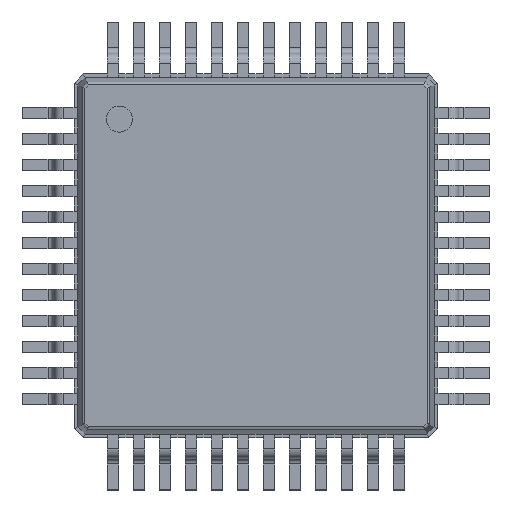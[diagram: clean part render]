
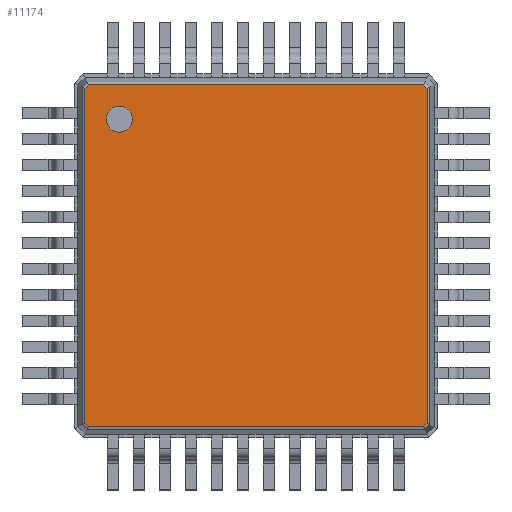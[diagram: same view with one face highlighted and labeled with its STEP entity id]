
A CAD part, top view. The second image highlights one B-rep face of the part: STEP entity #11174.
In plain terms, the highlighted planar face has unit normal (0, 0, 1).
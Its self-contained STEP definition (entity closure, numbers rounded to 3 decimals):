
#5125 = VERTEX_POINT('',#5126);
#5126 = CARTESIAN_POINT('',(-3.289,-3.224,1.1));
#5701 = EDGE_CURVE('',#5125,#5702,#5704,.T.);
#5702 = VERTEX_POINT('',#5703);
#5703 = CARTESIAN_POINT('',(-3.289,3.224,1.1));
#5704 = B_SPLINE_CURVE_WITH_KNOTS('',2,(#5705,#5706,#5707,#5708,#5709),
.UNSPECIFIED.,.F.,.F.,(3,1,1,3),(-0.358,-0.04,
6.52,6.837),.UNSPECIFIED.);
#5705 = CARTESIAN_POINT('',(-3.289,-3.597,1.1));
#5706 = CARTESIAN_POINT('',(-3.289,-3.439,1.1));
#5707 = CARTESIAN_POINT('',(-3.289,0.,1.1));
#5708 = CARTESIAN_POINT('',(-3.289,3.439,1.1));
#5709 = CARTESIAN_POINT('',(-3.289,3.597,1.1));
#10151 = EDGE_CURVE('',#5702,#10152,#10154,.T.);
#10152 = VERTEX_POINT('',#10153);
#10153 = CARTESIAN_POINT('',(-3.224,3.289,1.1));
#10154 = B_SPLINE_CURVE_WITH_KNOTS('',2,(#10155,#10156,#10157,#10158,
#10159),.UNSPECIFIED.,.F.,.F.,(3,1,1,3),(-0.163,
-0.04,0.167,0.29),.UNSPECIFIED.);
#10155 = CARTESIAN_POINT('',(-3.416,3.096,1.1));
#10156 = CARTESIAN_POINT('',(-3.373,3.14,1.1));
#10157 = CARTESIAN_POINT('',(-3.256,3.256,1.1));
#10158 = CARTESIAN_POINT('',(-3.14,3.373,1.1));
#10159 = CARTESIAN_POINT('',(-3.096,3.416,1.1));
#10852 = VERTEX_POINT('',#10853);
#10853 = CARTESIAN_POINT('',(-3.224,-3.289,1.1));
#11149 = EDGE_CURVE('',#10852,#5125,#11150,.T.);
#11150 = B_SPLINE_CURVE_WITH_KNOTS('',2,(#11151,#11152,#11153,#11154,
#11155),.UNSPECIFIED.,.F.,.F.,(3,1,1,3),(-0.163,
-0.04,0.167,0.29),.UNSPECIFIED.);
#11151 = CARTESIAN_POINT('',(-3.096,-3.416,1.1));
#11152 = CARTESIAN_POINT('',(-3.14,-3.373,1.1));
#11153 = CARTESIAN_POINT('',(-3.256,-3.256,1.1));
#11154 = CARTESIAN_POINT('',(-3.373,-3.14,1.1));
#11155 = CARTESIAN_POINT('',(-3.416,-3.096,1.1));
#11174 = ADVANCED_FACE('',(#11175,#11228),#11239,.F.);
#11175 = FACE_BOUND('',#11176,.F.);
#11176 = EDGE_LOOP('',(#11177,#11189,#11197,#11198,#11199,#11200,#11210,
#11220));
#11177 = ORIENTED_EDGE('',*,*,#11178,.T.);
#11178 = EDGE_CURVE('',#11179,#11181,#11183,.T.);
#11179 = VERTEX_POINT('',#11180);
#11180 = CARTESIAN_POINT('',(3.289,-3.224,1.1));
#11181 = VERTEX_POINT('',#11182);
#11182 = CARTESIAN_POINT('',(3.224,-3.289,1.1));
#11183 = B_SPLINE_CURVE_WITH_KNOTS('',2,(#11184,#11185,#11186,#11187,
#11188),.UNSPECIFIED.,.F.,.F.,(3,1,1,3),(-0.163,
-0.04,0.167,0.29),.UNSPECIFIED.);
#11184 = CARTESIAN_POINT('',(3.416,-3.096,1.1));
#11185 = CARTESIAN_POINT('',(3.373,-3.14,1.1));
#11186 = CARTESIAN_POINT('',(3.256,-3.256,1.1));
#11187 = CARTESIAN_POINT('',(3.14,-3.373,1.1));
#11188 = CARTESIAN_POINT('',(3.096,-3.416,1.1));
#11189 = ORIENTED_EDGE('',*,*,#11190,.T.);
#11190 = EDGE_CURVE('',#11181,#10852,#11191,.T.);
#11191 = B_SPLINE_CURVE_WITH_KNOTS('',2,(#11192,#11193,#11194,#11195,
#11196),.UNSPECIFIED.,.F.,.F.,(3,1,1,3),(-0.358,
-0.04,6.52,6.837),.UNSPECIFIED.);
#11192 = CARTESIAN_POINT('',(3.597,-3.289,1.1));
#11193 = CARTESIAN_POINT('',(3.439,-3.289,1.1));
#11194 = CARTESIAN_POINT('',(0.,-3.289,1.1));
#11195 = CARTESIAN_POINT('',(-3.439,-3.289,1.1));
#11196 = CARTESIAN_POINT('',(-3.597,-3.289,1.1));
#11197 = ORIENTED_EDGE('',*,*,#11149,.T.);
#11198 = ORIENTED_EDGE('',*,*,#5701,.T.);
#11199 = ORIENTED_EDGE('',*,*,#10151,.T.);
#11200 = ORIENTED_EDGE('',*,*,#11201,.T.);
#11201 = EDGE_CURVE('',#10152,#11202,#11204,.T.);
#11202 = VERTEX_POINT('',#11203);
#11203 = CARTESIAN_POINT('',(3.224,3.289,1.1));
#11204 = B_SPLINE_CURVE_WITH_KNOTS('',2,(#11205,#11206,#11207,#11208,
#11209),.UNSPECIFIED.,.F.,.F.,(3,1,1,3),(-0.358,
-0.04,6.52,6.837),.UNSPECIFIED.);
#11205 = CARTESIAN_POINT('',(-3.597,3.289,1.1));
#11206 = CARTESIAN_POINT('',(-3.439,3.289,1.1));
#11207 = CARTESIAN_POINT('',(0.,3.289,1.1));
#11208 = CARTESIAN_POINT('',(3.439,3.289,1.1));
#11209 = CARTESIAN_POINT('',(3.597,3.289,1.1));
#11210 = ORIENTED_EDGE('',*,*,#11211,.T.);
#11211 = EDGE_CURVE('',#11202,#11212,#11214,.T.);
#11212 = VERTEX_POINT('',#11213);
#11213 = CARTESIAN_POINT('',(3.289,3.224,1.1));
#11214 = B_SPLINE_CURVE_WITH_KNOTS('',2,(#11215,#11216,#11217,#11218,
#11219),.UNSPECIFIED.,.F.,.F.,(3,1,1,3),(-0.163,
-0.04,0.167,0.29),.UNSPECIFIED.);
#11215 = CARTESIAN_POINT('',(3.096,3.416,1.1));
#11216 = CARTESIAN_POINT('',(3.14,3.373,1.1));
#11217 = CARTESIAN_POINT('',(3.256,3.256,1.1));
#11218 = CARTESIAN_POINT('',(3.373,3.14,1.1));
#11219 = CARTESIAN_POINT('',(3.416,3.096,1.1));
#11220 = ORIENTED_EDGE('',*,*,#11221,.T.);
#11221 = EDGE_CURVE('',#11212,#11179,#11222,.T.);
#11222 = B_SPLINE_CURVE_WITH_KNOTS('',2,(#11223,#11224,#11225,#11226,
#11227),.UNSPECIFIED.,.F.,.F.,(3,1,1,3),(-0.358,
-0.04,6.52,6.837),.UNSPECIFIED.);
#11223 = CARTESIAN_POINT('',(3.289,3.597,1.1));
#11224 = CARTESIAN_POINT('',(3.289,3.439,1.1));
#11225 = CARTESIAN_POINT('',(3.289,0.,1.1));
#11226 = CARTESIAN_POINT('',(3.289,-3.439,1.1));
#11227 = CARTESIAN_POINT('',(3.289,-3.597,1.1));
#11228 = FACE_BOUND('',#11229,.F.);
#11229 = EDGE_LOOP('',(#11230));
#11230 = ORIENTED_EDGE('',*,*,#11231,.T.);
#11231 = EDGE_CURVE('',#11232,#11232,#11234,.T.);
#11232 = VERTEX_POINT('',#11233);
#11233 = CARTESIAN_POINT('',(-2.629,2.379,1.1));
#11234 = CIRCLE('',#11235,0.25);
#11235 = AXIS2_PLACEMENT_3D('',#11236,#11237,#11238);
#11236 = CARTESIAN_POINT('',(-2.629,2.629,1.1));
#11237 = DIRECTION('',(0.,0.,1.));
#11238 = DIRECTION('',(0.,-1.,0.));
#11239 = PLANE('',#11240);
#11240 = AXIS2_PLACEMENT_3D('',#11241,#11242,#11243);
#11241 = CARTESIAN_POINT('',(-3.24,3.329,1.1));
#11242 = DIRECTION('',(0.,0.,-1.));
#11243 = DIRECTION('',(0.697,-0.717,0.));
